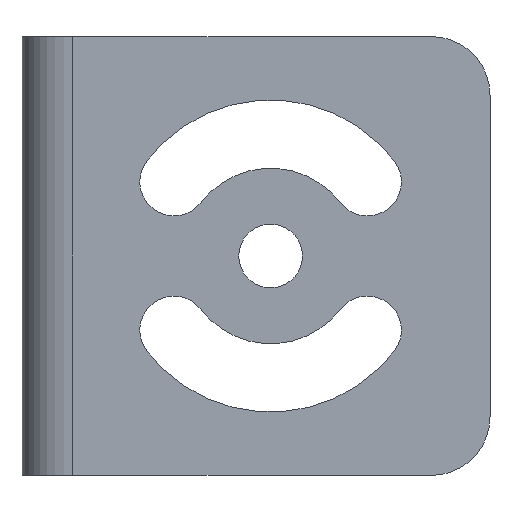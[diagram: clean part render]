
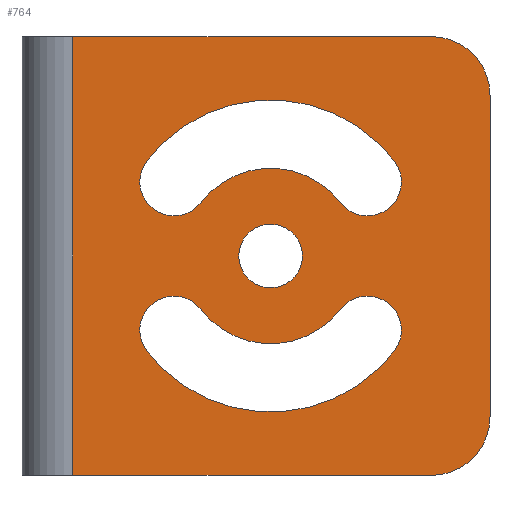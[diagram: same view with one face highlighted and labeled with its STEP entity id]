
A CAD part, front view. The second image highlights one B-rep face of the part: STEP entity #764.
In plain terms, the highlighted planar face has unit normal (0, -1, 0).
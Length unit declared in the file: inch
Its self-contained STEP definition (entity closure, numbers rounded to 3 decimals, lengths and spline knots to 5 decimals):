
#98=DIRECTION('',(0.,0.,1.));
#99=VECTOR('',#98,1.77165);
#100=CARTESIAN_POINT('',(-0.74016,-0.10236,
-0.88583));
#101=LINE('',#100,#99);
#221=CARTESIAN_POINT('',(0.70866,-0.10236,
0.64961));
#222=DIRECTION('',(0.,-1.,0.));
#223=DIRECTION('',(1.,0.,0.));
#224=AXIS2_PLACEMENT_3D('',#221,#222,#223);
#226=DIRECTION('',(0.,0.,-1.));
#227=VECTOR('',#226,1.29921);
#228=CARTESIAN_POINT('',(0.94488,-0.10236,
0.64961));
#229=LINE('',#228,#227);
#230=CARTESIAN_POINT('',(0.70866,-0.10236,
-0.64961));
#231=DIRECTION('',(0.,-1.,0.));
#232=DIRECTION('',(0.,0.,-1.));
#233=AXIS2_PLACEMENT_3D('',#230,#231,#232);
#235=DIRECTION('',(-1.,0.,0.));
#236=VECTOR('',#235,1.44882);
#237=CARTESIAN_POINT('',(0.70866,-0.10236,
-0.88583));
#238=LINE('',#237,#236);
#239=DIRECTION('',(1.,0.,0.));
#240=VECTOR('',#239,1.44882);
#241=CARTESIAN_POINT('',(-0.74016,-0.10236,
0.88583));
#242=LINE('',#241,#240);
#243=CARTESIAN_POINT('',(0.05906,-0.10236,0.));
#244=DIRECTION('',(0.,1.,0.));
#245=DIRECTION('',(-0.793,0.,0.609));
#246=AXIS2_PLACEMENT_3D('',#243,#244,#245);
#248=CARTESIAN_POINT('',(0.44948,-0.10236,
0.29959));
#249=DIRECTION('',(0.,1.,0.));
#250=DIRECTION('',(0.793,0.,0.609));
#251=AXIS2_PLACEMENT_3D('',#248,#249,#250);
#253=CARTESIAN_POINT('',(0.05906,-0.10236,0.));
#254=DIRECTION('',(0.,1.,0.));
#255=DIRECTION('',(-0.793,0.,0.609));
#256=AXIS2_PLACEMENT_3D('',#253,#254,#255);
#258=CARTESIAN_POINT('',(-0.33137,-0.10236,
0.29959));
#259=DIRECTION('',(0.,1.,0.));
#260=DIRECTION('',(0.793,0.,-0.609));
#261=AXIS2_PLACEMENT_3D('',#258,#259,#260);
#263=CARTESIAN_POINT('',(0.05906,-0.10236,0.));
#264=DIRECTION('',(0.,1.,0.));
#265=DIRECTION('',(0.793,0.,-0.609));
#266=AXIS2_PLACEMENT_3D('',#263,#264,#265);
#268=CARTESIAN_POINT('',(-0.33137,-0.10236,
-0.29959));
#269=DIRECTION('',(0.,1.,0.));
#270=DIRECTION('',(-0.793,0.,-0.609));
#271=AXIS2_PLACEMENT_3D('',#268,#269,#270);
#273=CARTESIAN_POINT('',(0.05906,-0.10236,0.));
#274=DIRECTION('',(0.,1.,0.));
#275=DIRECTION('',(0.793,0.,-0.609));
#276=AXIS2_PLACEMENT_3D('',#273,#274,#275);
#278=CARTESIAN_POINT('',(0.44948,-0.10236,
-0.29959));
#279=DIRECTION('',(0.,1.,0.));
#280=DIRECTION('',(-0.793,0.,0.609));
#281=AXIS2_PLACEMENT_3D('',#278,#279,#280);
#283=CARTESIAN_POINT('',(0.05906,-0.10236,0.));
#284=DIRECTION('',(0.,1.,0.));
#285=DIRECTION('',(-1.,0.,0.));
#286=AXIS2_PLACEMENT_3D('',#283,#284,#285);
#288=CARTESIAN_POINT('',(0.05906,-0.10236,0.));
#289=DIRECTION('',(0.,1.,0.));
#290=DIRECTION('',(1.,0.,0.));
#291=AXIS2_PLACEMENT_3D('',#288,#289,#290);
#345=CARTESIAN_POINT('',(-0.74016,-0.10236,
0.88583));
#346=VERTEX_POINT('',#345);
#347=CARTESIAN_POINT('',(-0.74016,-0.10236,
-0.88583));
#348=VERTEX_POINT('',#347);
#377=CARTESIAN_POINT('',(0.94488,-0.10236,
0.64961));
#378=VERTEX_POINT('',#377);
#379=CARTESIAN_POINT('',(0.70866,-0.10236,
0.88583));
#380=VERTEX_POINT('',#379);
#385=CARTESIAN_POINT('',(0.70866,-0.10236,
-0.88583));
#386=VERTEX_POINT('',#385);
#387=CARTESIAN_POINT('',(0.94488,-0.10236,
-0.64961));
#388=VERTEX_POINT('',#387);
#409=CARTESIAN_POINT('',(-0.06949,-0.10236,0.));
#410=CARTESIAN_POINT('',(0.1876,-0.10236,0.));
#411=VERTEX_POINT('',#409);
#412=VERTEX_POINT('',#410);
#413=CARTESIAN_POINT('',(0.34016,-0.10236,
-0.2157));
#414=CARTESIAN_POINT('',(-0.22205,-0.10236,
-0.2157));
#415=VERTEX_POINT('',#413);
#416=VERTEX_POINT('',#414);
#417=CARTESIAN_POINT('',(-0.4407,-0.10236,
-0.38347));
#418=VERTEX_POINT('',#417);
#419=CARTESIAN_POINT('',(0.55881,-0.10236,
-0.38347));
#420=VERTEX_POINT('',#419);
#421=CARTESIAN_POINT('',(-0.22205,-0.10236,
0.2157));
#422=CARTESIAN_POINT('',(0.34016,-0.10236,
0.2157));
#423=VERTEX_POINT('',#421);
#424=VERTEX_POINT('',#422);
#425=CARTESIAN_POINT('',(0.55881,-0.10236,
0.38347));
#426=VERTEX_POINT('',#425);
#427=CARTESIAN_POINT('',(-0.4407,-0.10236,
0.38347));
#428=VERTEX_POINT('',#427);
#725=CARTESIAN_POINT('',(0.,-0.10236,0.));
#726=DIRECTION('',(0.,1.,0.));
#727=DIRECTION('',(1.,0.,0.));
#728=AXIS2_PLACEMENT_3D('',#725,#726,#727);
#729=PLANE('',#728);
#730=ORIENTED_EDGE('',*,*,#491,.F.);
#731=ORIENTED_EDGE('',*,*,#507,.T.);
#732=ORIENTED_EDGE('',*,*,#520,.F.);
#733=ORIENTED_EDGE('',*,*,#535,.T.);
#734=ORIENTED_EDGE('',*,*,#564,.T.);
#735=ORIENTED_EDGE('',*,*,#718,.T.);
#736=EDGE_LOOP('',(#730,#731,#732,#733,#734,#735));
#737=FACE_OUTER_BOUND('',#736,.F.);
#739=ORIENTED_EDGE('',*,*,#738,.T.);
#741=ORIENTED_EDGE('',*,*,#740,.F.);
#743=ORIENTED_EDGE('',*,*,#742,.F.);
#745=ORIENTED_EDGE('',*,*,#744,.F.);
#746=EDGE_LOOP('',(#739,#741,#743,#745));
#747=FACE_BOUND('',#746,.F.);
#749=ORIENTED_EDGE('',*,*,#748,.T.);
#751=ORIENTED_EDGE('',*,*,#750,.F.);
#753=ORIENTED_EDGE('',*,*,#752,.F.);
#755=ORIENTED_EDGE('',*,*,#754,.F.);
#756=EDGE_LOOP('',(#749,#751,#753,#755));
#757=FACE_BOUND('',#756,.F.);
#759=ORIENTED_EDGE('',*,*,#758,.F.);
#761=ORIENTED_EDGE('',*,*,#760,.F.);
#762=EDGE_LOOP('',(#759,#761));
#763=FACE_BOUND('',#762,.F.);
#764=ADVANCED_FACE('',(#737,#747,#757,#763),#729,.F.);
#225=CIRCLE('',#224,0.23622);
#234=CIRCLE('',#233,0.23622);
#247=CIRCLE('',#246,0.35433);
#252=CIRCLE('',#251,0.1378);
#257=CIRCLE('',#256,0.62992);
#262=CIRCLE('',#261,0.1378);
#267=CIRCLE('',#266,0.35433);
#272=CIRCLE('',#271,0.1378);
#277=CIRCLE('',#276,0.62992);
#282=CIRCLE('',#281,0.1378);
#287=CIRCLE('',#286,0.12854);
#292=CIRCLE('',#291,0.12854);
#491=EDGE_CURVE('',#378,#380,#225,.T.);
#507=EDGE_CURVE('',#378,#388,#229,.T.);
#520=EDGE_CURVE('',#386,#388,#234,.T.);
#535=EDGE_CURVE('',#386,#348,#238,.T.);
#564=EDGE_CURVE('',#348,#346,#101,.T.);
#718=EDGE_CURVE('',#346,#380,#242,.T.);
#738=EDGE_CURVE('',#423,#424,#247,.T.);
#740=EDGE_CURVE('',#426,#424,#252,.T.);
#742=EDGE_CURVE('',#428,#426,#257,.T.);
#744=EDGE_CURVE('',#423,#428,#262,.T.);
#748=EDGE_CURVE('',#415,#416,#267,.T.);
#750=EDGE_CURVE('',#418,#416,#272,.T.);
#752=EDGE_CURVE('',#420,#418,#277,.T.);
#754=EDGE_CURVE('',#415,#420,#282,.T.);
#758=EDGE_CURVE('',#411,#412,#287,.T.);
#760=EDGE_CURVE('',#412,#411,#292,.T.);
